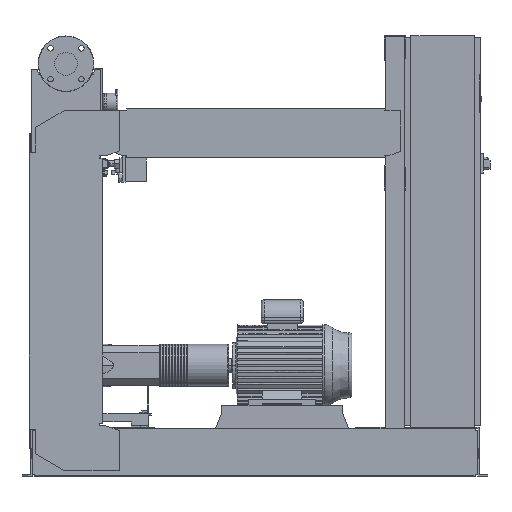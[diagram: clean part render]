
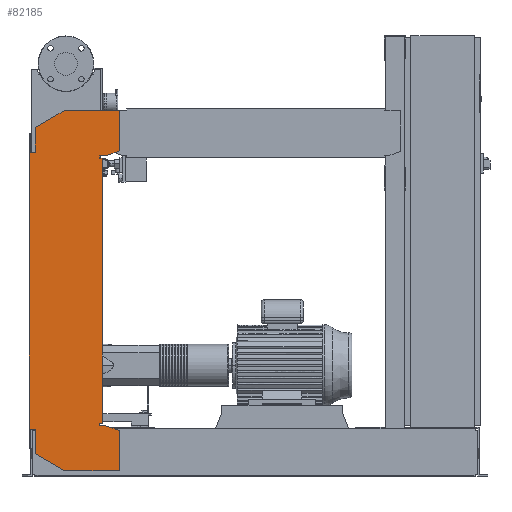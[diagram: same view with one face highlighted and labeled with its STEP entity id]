
A CAD part, front view. The second image highlights one B-rep face of the part: STEP entity #82185.
In plain terms, the highlighted free-form (B-spline) face has degree [1, 1] with [2, 2] control points.
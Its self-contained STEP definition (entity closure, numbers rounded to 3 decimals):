
#81670=CARTESIAN_POINT('',(-102.0,-234.5,1076.0));
#81671=VERTEX_POINT('',#81670);
#81678=CARTESIAN_POINT('',(-102.0,-234.5,1158.574));
#81679=VERTEX_POINT('',#81678);
#81680=CARTESIAN_POINT('',(-102.0,-234.5,1076.0));
#81681=DIRECTION('',(0.0,0.0,1.0));
#81682=VECTOR('',#81681,82.574);
#81683=LINE('',#81680,#81682);
#81684=EDGE_CURVE('',#81671,#81679,#81683,.T.);
#81702=CARTESIAN_POINT('',(-6.,-234.5,1214.0));
#81703=VERTEX_POINT('',#81702);
#81704=CARTESIAN_POINT('',(-102.0,-234.5,1158.574));
#81705=DIRECTION('',(0.866,0.0,0.5));
#81706=VECTOR('',#81705,110.851);
#81707=LINE('',#81704,#81706);
#81708=EDGE_CURVE('',#81679,#81703,#81707,.T.);
#81726=CARTESIAN_POINT('',(177.0,-234.5,1214.0));
#81727=VERTEX_POINT('',#81726);
#81728=CARTESIAN_POINT('',(-6.,-234.5,1214.0));
#81729=DIRECTION('',(1.0,0.0,0.0));
#81730=VECTOR('',#81729,183.0);
#81731=LINE('',#81728,#81730);
#81732=EDGE_CURVE('',#81703,#81727,#81731,.T.);
#81750=CARTESIAN_POINT('',(177.0,-234.5,1080.379));
#81751=VERTEX_POINT('',#81750);
#81752=CARTESIAN_POINT('',(177.0,-234.5,1214.0));
#81753=DIRECTION('',(0.0,0.0,-1.0));
#81754=VECTOR('',#81753,133.621);
#81755=LINE('',#81752,#81754);
#81756=EDGE_CURVE('',#81727,#81751,#81755,.T.);
#81774=CARTESIAN_POINT('',(132.,-234.5,1064.0));
#81775=VERTEX_POINT('',#81774);
#81776=CARTESIAN_POINT('',(177.0,-234.5,1080.379));
#81777=DIRECTION('',(-0.94,0.,-0.342));
#81778=VECTOR('',#81777,47.888);
#81779=LINE('',#81776,#81778);
#81780=EDGE_CURVE('',#81751,#81775,#81779,.T.);
#81798=CARTESIAN_POINT('',(112.0,-234.5,1064.0));
#81799=VERTEX_POINT('',#81798);
#81800=CARTESIAN_POINT('',(132.,-234.5,1064.0));
#81801=DIRECTION('',(-1.0,0.0,0.0));
#81802=VECTOR('',#81801,20.);
#81803=LINE('',#81800,#81802);
#81804=EDGE_CURVE('',#81775,#81799,#81803,.T.);
#81822=CARTESIAN_POINT('',(112.0,-234.5,1056.0));
#81823=VERTEX_POINT('',#81822);
#81824=CARTESIAN_POINT('',(112.0,-234.5,1064.0));
#81825=DIRECTION('',(0.0,0.0,-1.0));
#81826=VECTOR('',#81825,8.0);
#81827=LINE('',#81824,#81826);
#81828=EDGE_CURVE('',#81799,#81823,#81827,.T.);
#81846=CARTESIAN_POINT('',(120.,-234.5,1056.0));
#81847=VERTEX_POINT('',#81846);
#81848=CARTESIAN_POINT('',(112.0,-234.5,1056.0));
#81849=DIRECTION('',(1.0,0.0,0.0));
#81850=VECTOR('',#81849,8.);
#81851=LINE('',#81848,#81850);
#81852=EDGE_CURVE('',#81823,#81847,#81851,.T.);
#81870=CARTESIAN_POINT('',(120.,-234.5,176.));
#81871=VERTEX_POINT('',#81870);
#81882=CARTESIAN_POINT('',(120.,-234.5,1056.0));
#81883=DIRECTION('',(0.0,0.0,-1.0));
#81884=VECTOR('',#81883,880.);
#81885=LINE('',#81882,#81884);
#81886=EDGE_CURVE('',#81847,#81871,#81885,.T.);
#81900=CARTESIAN_POINT('',(112.,-234.5,176.));
#81901=VERTEX_POINT('',#81900);
#81902=CARTESIAN_POINT('',(120.,-234.5,176.));
#81903=DIRECTION('',(-1.0,0.0,0.0));
#81904=VECTOR('',#81903,8.);
#81905=LINE('',#81902,#81904);
#81906=EDGE_CURVE('',#81871,#81901,#81905,.T.);
#81924=CARTESIAN_POINT('',(112.,-234.5,168.));
#81925=VERTEX_POINT('',#81924);
#81926=CARTESIAN_POINT('',(112.,-234.5,176.));
#81927=DIRECTION('',(0.0,0.0,-1.0));
#81928=VECTOR('',#81927,8.0);
#81929=LINE('',#81926,#81928);
#81930=EDGE_CURVE('',#81901,#81925,#81929,.T.);
#81948=CARTESIAN_POINT('',(132.,-234.5,168.));
#81949=VERTEX_POINT('',#81948);
#81950=CARTESIAN_POINT('',(112.,-234.5,168.));
#81951=DIRECTION('',(1.0,0.0,0.0));
#81952=VECTOR('',#81951,20.0);
#81953=LINE('',#81950,#81952);
#81954=EDGE_CURVE('',#81925,#81949,#81953,.T.);
#81972=CARTESIAN_POINT('',(177.,-234.5,151.621));
#81973=VERTEX_POINT('',#81972);
#81974=CARTESIAN_POINT('',(132.,-234.5,168.));
#81975=DIRECTION('',(0.94,0.,-0.342));
#81976=VECTOR('',#81975,47.888);
#81977=LINE('',#81974,#81976);
#81978=EDGE_CURVE('',#81949,#81973,#81977,.T.);
#81996=CARTESIAN_POINT('',(177.,-234.5,18.0));
#81997=VERTEX_POINT('',#81996);
#81998=CARTESIAN_POINT('',(177.,-234.5,151.621));
#81999=DIRECTION('',(0.0,0.0,-1.0));
#82000=VECTOR('',#81999,133.621);
#82001=LINE('',#81998,#82000);
#82002=EDGE_CURVE('',#81973,#81997,#82001,.T.);
#82020=CARTESIAN_POINT('',(-4.,-234.5,18.0));
#82021=VERTEX_POINT('',#82020);
#82022=CARTESIAN_POINT('',(177.,-234.5,18.0));
#82023=DIRECTION('',(-1.0,0.0,0.0));
#82024=VECTOR('',#82023,181.);
#82025=LINE('',#82022,#82024);
#82026=EDGE_CURVE('',#81997,#82021,#82025,.T.);
#82044=CARTESIAN_POINT('',(-102.,-234.5,74.58));
#82045=VERTEX_POINT('',#82044);
#82046=CARTESIAN_POINT('',(-4.,-234.5,18.0));
#82047=DIRECTION('',(-0.866,0.0,0.5));
#82048=VECTOR('',#82047,113.161);
#82049=LINE('',#82046,#82048);
#82050=EDGE_CURVE('',#82021,#82045,#82049,.T.);
#82068=CARTESIAN_POINT('',(-102.,-234.5,156.0));
#82069=VERTEX_POINT('',#82068);
#82070=CARTESIAN_POINT('',(-102.,-234.5,74.58));
#82071=DIRECTION('',(0.0,0.0,1.0));
#82072=VECTOR('',#82071,81.42);
#82073=LINE('',#82070,#82072);
#82074=EDGE_CURVE('',#82045,#82069,#82073,.T.);
#82092=CARTESIAN_POINT('',(-122.,-234.5,156.0));
#82093=VERTEX_POINT('',#82092);
#82094=CARTESIAN_POINT('',(-102.,-234.5,156.0));
#82095=DIRECTION('',(-1.0,0.0,0.0));
#82096=VECTOR('',#82095,20.0);
#82097=LINE('',#82094,#82096);
#82098=EDGE_CURVE('',#82069,#82093,#82097,.T.);
#82116=CARTESIAN_POINT('',(-122.0,-234.5,1076.0));
#82117=VERTEX_POINT('',#82116);
#82130=CARTESIAN_POINT('',(-122.,-234.5,156.0));
#82131=DIRECTION('',(0.0,0.0,1.0));
#82132=VECTOR('',#82131,920.0);
#82133=LINE('',#82130,#82132);
#82134=EDGE_CURVE('',#82093,#82117,#82133,.T.);
#82148=CARTESIAN_POINT('',(-122.0,-234.5,1076.0));
#82149=DIRECTION('',(1.0,0.0,0.0));
#82150=VECTOR('',#82149,20.0);
#82151=LINE('',#82148,#82150);
#82152=EDGE_CURVE('',#82117,#81671,#82151,.T.);
#82158=CARTESIAN_POINT('',(-122.,-234.5,18.0));
#82159=CARTESIAN_POINT('',(177.0,-234.5,18.0));
#82160=CARTESIAN_POINT('',(-122.,-234.5,1214.0));
#82161=CARTESIAN_POINT('',(177.0,-234.5,1214.0));
#82162=B_SPLINE_SURFACE_WITH_KNOTS('',1,1,((#82158,#82160),(#82159,#82161)),.UNSPECIFIED.,.F.,.F.,.U.,(2,2),(2,2),(0.0,299.),(0.0,1196.0),.UNSPECIFIED.);
#82163=ORIENTED_EDGE('',*,*,#82152,.F.);
#82164=ORIENTED_EDGE('',*,*,#82134,.F.);
#82165=ORIENTED_EDGE('',*,*,#82098,.F.);
#82166=ORIENTED_EDGE('',*,*,#82074,.F.);
#82167=ORIENTED_EDGE('',*,*,#82050,.F.);
#82168=ORIENTED_EDGE('',*,*,#82026,.F.);
#82169=ORIENTED_EDGE('',*,*,#82002,.F.);
#82170=ORIENTED_EDGE('',*,*,#81978,.F.);
#82171=ORIENTED_EDGE('',*,*,#81954,.F.);
#82172=ORIENTED_EDGE('',*,*,#81930,.F.);
#82173=ORIENTED_EDGE('',*,*,#81906,.F.);
#82174=ORIENTED_EDGE('',*,*,#81886,.F.);
#82175=ORIENTED_EDGE('',*,*,#81852,.F.);
#82176=ORIENTED_EDGE('',*,*,#81828,.F.);
#82177=ORIENTED_EDGE('',*,*,#81804,.F.);
#82178=ORIENTED_EDGE('',*,*,#81780,.F.);
#82179=ORIENTED_EDGE('',*,*,#81756,.F.);
#82180=ORIENTED_EDGE('',*,*,#81732,.F.);
#82181=ORIENTED_EDGE('',*,*,#81708,.F.);
#82182=ORIENTED_EDGE('',*,*,#81684,.F.);
#82183=EDGE_LOOP('',(#82163,#82164,#82165,#82166,#82167,#82168,#82169,#82170,#82171,#82172,#82173,#82174,#82175,#82176,#82177,#82178,#82179,#82180,#82181,#82182));
#82184=FACE_OUTER_BOUND('',#82183,.T.);
#82185=ADVANCED_FACE('',(#82184),#82162,.T.);
